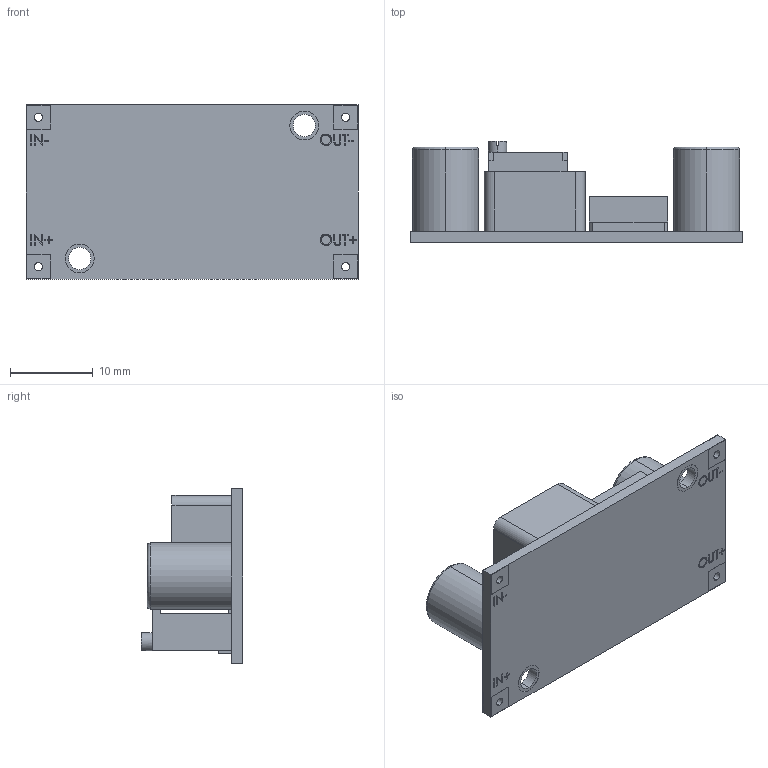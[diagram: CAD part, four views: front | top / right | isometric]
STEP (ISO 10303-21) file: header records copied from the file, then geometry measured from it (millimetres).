
FILE_DESCRIPTION (( 'STEP AP203' ), '1' );
FILE_NAME ('cb.STEP', '2019-10-27T21:30:50', ( '' ), ( '' ), 'SwSTEP 2.0', 'SolidWorks 2019', '' );
FILE_SCHEMA (( 'CONFIG_CONTROL_DESIGN' ));
Length unit declared in the file: millimetre
Products named in the file (1): cb
Bounding box: 40.2 x 12.25 x 21.1 mm (x, y, z)
Volume: 3984.8 mm3; surface area: 3385.4 mm2
Topology: 3 solids, 3 shells, 743 faces, 1946 edges, 1266 vertices
Faces by surface type: plane 420, bspline 241, cylinder 52, torus 30
Entity records: 31795 total; most frequent: CARTESIAN_POINT 14957, ORIENTED_EDGE 3892, DIRECTION 2622, EDGE_CURVE 1946, VECTOR 1280, LINE 1280, VERTEX_POINT 1266, EDGE_LOOP 822
